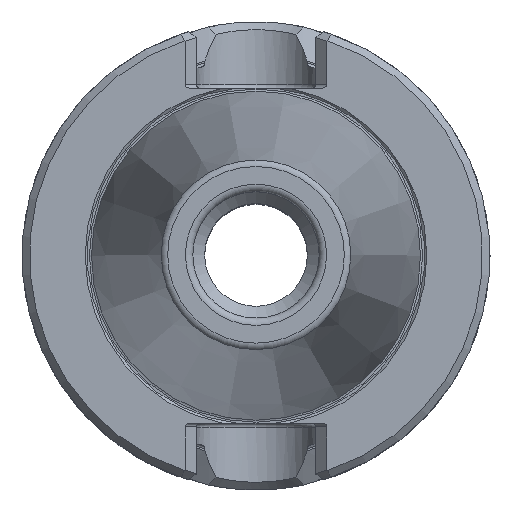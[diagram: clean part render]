
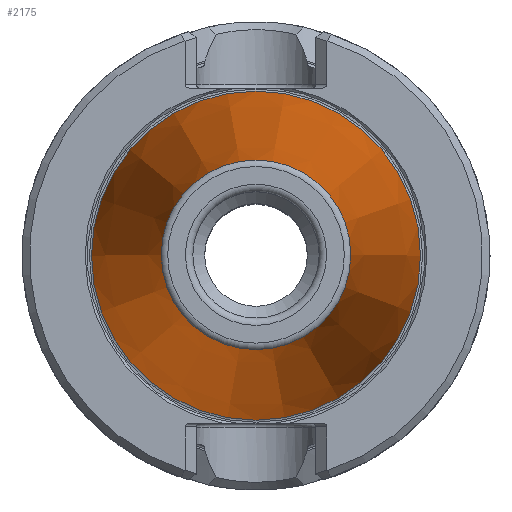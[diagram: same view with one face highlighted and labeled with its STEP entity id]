
A CAD part, top view. The second image highlights one B-rep face of the part: STEP entity #2175.
In plain terms, the highlighted conical face has half-angle 8.297 degrees and reference radius 12.396 mm.
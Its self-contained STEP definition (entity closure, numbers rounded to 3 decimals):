
#214=CONICAL_SURFACE('',#2311,12.396,0.145);
#307=ORIENTED_EDGE('',*,*,#682,.T.);
#308=ORIENTED_EDGE('',*,*,#681,.F.);
#681=EDGE_CURVE('',#880,#880,#1025,.F.);
#682=EDGE_CURVE('',#881,#881,#1026,.F.);
#880=VERTEX_POINT('',#2953);
#881=VERTEX_POINT('',#2956);
#1025=CIRCLE('',#2310,12.763);
#1026=CIRCLE('',#2312,22.149);
#1130=EDGE_LOOP('',(#307));
#1131=EDGE_LOOP('',(#308));
#1284=FACE_BOUND('',#1130,.T.);
#1285=FACE_BOUND('',#1131,.T.);
#2175=ADVANCED_FACE('',(#1284,#1285),#214,.T.);
#2310=AXIS2_PLACEMENT_3D('',#2952,#2547,#2548);
#2311=AXIS2_PLACEMENT_3D('',#2954,#2549,#2550);
#2312=AXIS2_PLACEMENT_3D('',#2955,#2551,#2552);
#2547=DIRECTION('',(0.,0.,-1.));
#2548=DIRECTION('',(-1.,0.,0.));
#2549=DIRECTION('',(0.,0.,-1.));
#2550=DIRECTION('',(-1.,0.,0.));
#2551=DIRECTION('',(0.,0.,-1.));
#2552=DIRECTION('',(-1.,0.,0.));
#2952=CARTESIAN_POINT('',(0.,0.,64.886));
#2953=CARTESIAN_POINT('',(-12.763,0.,64.886));
#2954=CARTESIAN_POINT('',(0.,0.,67.4));
#2955=CARTESIAN_POINT('',(0.,0.,0.524));
#2956=CARTESIAN_POINT('',(-22.149,0.,0.524));
